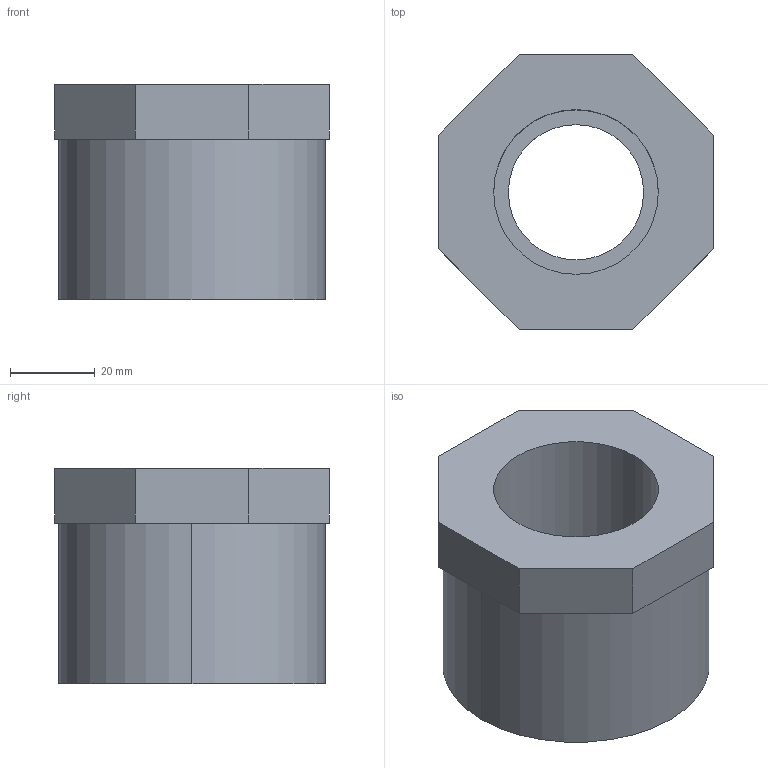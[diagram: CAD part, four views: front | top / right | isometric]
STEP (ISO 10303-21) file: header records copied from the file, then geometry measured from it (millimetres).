
FILE_DESCRIPTION(('STEP AP214'),'1');
FILE_NAME('cctmp_11692FD7-D879-4E9C-AD62-B0BBAFE998E5_2022_02_21_15_17_57_0971..stp','2022-02-21T14:17:58',('Praher Valves GmbH'),('CADClick - www.CADClick.com'),'Spatial InterOp 3D',' ','unknown authorization');
FILE_SCHEMA(('AUTOMOTIVE_DESIGN'));
Length unit declared in the file: millimetre
Products named in the file (1): 71269
Bounding box: 65 x 65 x 51 mm (x, y, z)
Volume: 105706 mm3; surface area: 21811.5 mm2
Topology: 1 solids, 1 shells, 18 faces, 42 edges, 28 vertices
Faces by surface type: plane 12, cylinder 6
Entity records: 690 total; most frequent: DIRECTION 92, CARTESIAN_POINT 89, ORIENTED_EDGE 84, EDGE_CURVE 42, AXIS2_PLACEMENT_3D 31, LINE 30, VECTOR 30, VERTEX_POINT 28
